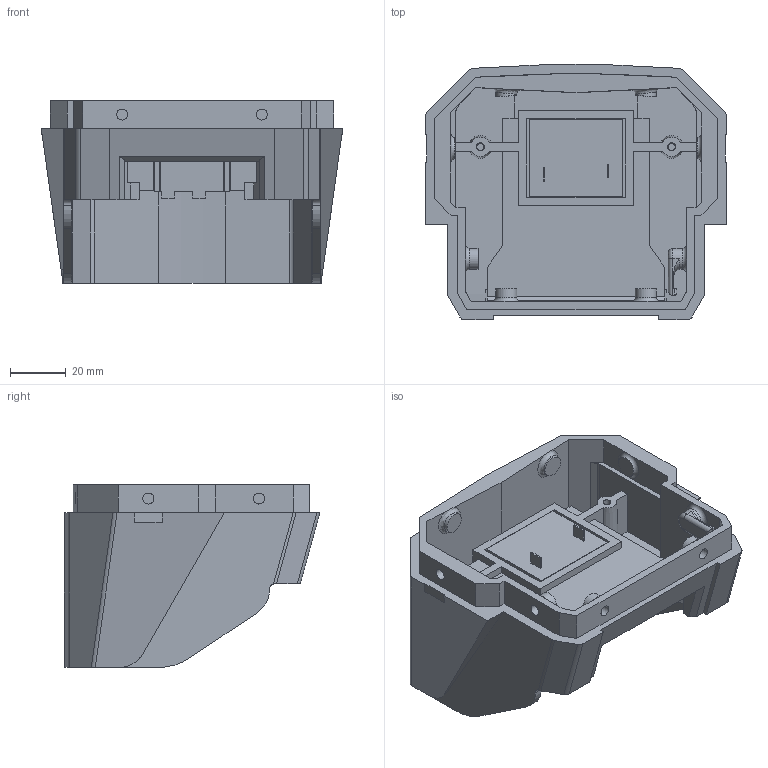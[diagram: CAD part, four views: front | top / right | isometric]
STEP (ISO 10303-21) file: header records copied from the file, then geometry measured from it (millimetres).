
FILE_DESCRIPTION(/* description */ (''),/* implementation_level */ '2;1');
FILE_NAME(/* name */ 'DIP-PUL-3005-2.step',/* time_stamp */ '2025-12-15T10:24:29+08:00',/* author */ (''),/* organization */ (''),/* preprocessor_version */ 'ST-DEVELOPER v20.1',/* originating_system */ 'Autodesk Translation Framework v14.21.0.0',/* authorisation */ '');
FILE_SCHEMA (('AUTOMOTIVE_DESIGN { 1 0 10303 214 3 1 1 }'));
Length unit declared in the file: millimetre
Products named in the file (3): DIP-PUL-3005-2; DIP-PUL-3005-1; DIP-PUL-3010-1
Assembly tree (2 placements, depth 2):
  DIP-PUL-3005-2
    DIP-PUL-3005-1
    DIP-PUL-3010-1
Bounding box: 108 x 91.62 x 65.52 mm (x, y, z)
Volume: 127019.4 mm3; surface area: 61827.3 mm2
Topology: 2 solids, 2 shells, 276 faces, 763 edges, 505 vertices
Faces by surface type: plane 211, cylinder 48, torus 8, cone 6, bspline 3
Full cylindrical faces by diameter (mm): 3.95 x8, 7.5 x7
Entity records: 9466 total; most frequent: CARTESIAN_POINT 2211, ORIENTED_EDGE 1526, DIRECTION 1420, EDGE_CURVE 763, LINE 600, VECTOR 600, VERTEX_POINT 505, AXIS2_PLACEMENT_3D 410
